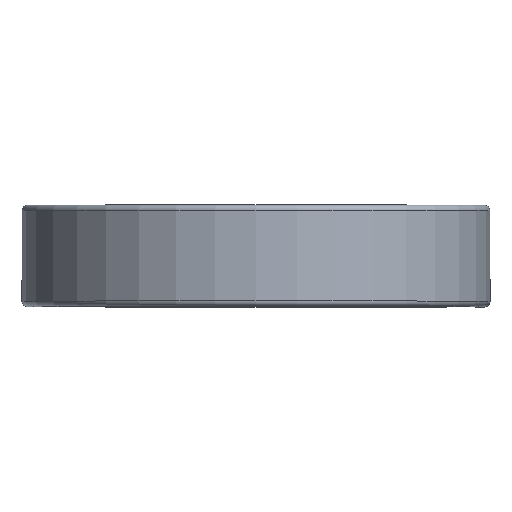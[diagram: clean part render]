
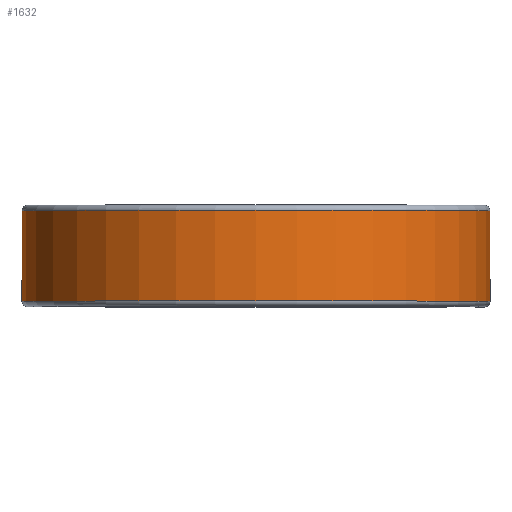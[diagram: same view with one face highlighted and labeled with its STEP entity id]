
A CAD part, top view. The second image highlights one B-rep face of the part: STEP entity #1632.
In plain terms, the highlighted cylindrical face has radius 32.969 mm (diameter 65.938 mm), a partial arc.
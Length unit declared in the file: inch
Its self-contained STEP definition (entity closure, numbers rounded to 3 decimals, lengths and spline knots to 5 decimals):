
#42 = CARTESIAN_POINT ( 'NONE',  ( 1.298, 0.25125, 0. ) ) ;
#49 = EDGE_CURVE ( 'NONE', #2369, #1777, #1169, .T. ) ;
#62 = VERTEX_POINT ( 'NONE', #2008 ) ;
#77 = DIRECTION ( 'NONE',  ( 0., 0., -1. ) ) ;
#94 = CARTESIAN_POINT ( 'NONE',  ( 0., -0.25125, -1.298 ) ) ;
#117 = DIRECTION ( 'NONE',  ( 0., -1., 0. ) ) ;
#118 = VECTOR ( 'NONE', #924, 39.37008 ) ;
#156 = ORIENTED_EDGE ( 'NONE', *, *, #1998, .T. ) ;
#162 = AXIS2_PLACEMENT_3D ( 'NONE', #1084, #1261, #77 ) ;
#227 = DIRECTION ( 'NONE',  ( 0., 1., 0. ) ) ;
#265 = EDGE_CURVE ( 'NONE', #1020, #62, #487, .T. ) ;
#332 = CYLINDRICAL_SURFACE ( 'NONE', #1899, 1.298 ) ;
#466 = ORIENTED_EDGE ( 'NONE', *, *, #49, .F. ) ;
#487 = CIRCLE ( 'NONE', #162, 1.298 ) ;
#632 = EDGE_LOOP ( 'NONE', ( #156, #1873, #1243, #466 ) ) ;
#675 = AXIS2_PLACEMENT_3D ( 'NONE', #2341, #2211, #2135 ) ;
#924 = DIRECTION ( 'NONE',  ( 0., 1., 0. ) ) ;
#1020 = VERTEX_POINT ( 'NONE', #1885 ) ;
#1084 = CARTESIAN_POINT ( 'NONE',  ( 0., 0.25125, 0. ) ) ;
#1104 = FACE_OUTER_BOUND ( 'NONE', #632, .T. ) ;
#1169 = CIRCLE ( 'NONE', #675, 1.298 ) ;
#1243 = ORIENTED_EDGE ( 'NONE', *, *, #1842, .F. ) ;
#1261 = DIRECTION ( 'NONE',  ( 0., -1., 0. ) ) ;
#1275 = VECTOR ( 'NONE', #227, 39.37008 ) ;
#1301 = DIRECTION ( 'NONE',  ( 0., 0., -1. ) ) ;
#1603 = CARTESIAN_POINT ( 'NONE',  ( 1.298, -0.25125, 0. ) ) ;
#1632 = ADVANCED_FACE ( 'NONE', ( #1104 ), #332, .T. ) ;
#1677 = LINE ( 'NONE', #1870, #118 ) ;
#1777 = VERTEX_POINT ( 'NONE', #94 ) ;
#1842 = EDGE_CURVE ( 'NONE', #1777, #62, #1677, .T. ) ;
#1870 = CARTESIAN_POINT ( 'NONE',  ( 0., 0.25125, -1.298 ) ) ;
#1873 = ORIENTED_EDGE ( 'NONE', *, *, #265, .T. ) ;
#1885 = CARTESIAN_POINT ( 'NONE',  ( 1.298, 0.25125, 0. ) ) ;
#1899 = AXIS2_PLACEMENT_3D ( 'NONE', #2399, #117, #1301 ) ;
#1998 = EDGE_CURVE ( 'NONE', #2369, #1020, #2264, .T. ) ;
#2008 = CARTESIAN_POINT ( 'NONE',  ( 0., 0.25125, -1.298 ) ) ;
#2135 = DIRECTION ( 'NONE',  ( 0., 0., -1. ) ) ;
#2211 = DIRECTION ( 'NONE',  ( 0., -1., 0. ) ) ;
#2264 = LINE ( 'NONE', #42, #1275 ) ;
#2341 = CARTESIAN_POINT ( 'NONE',  ( 0., -0.25125, 0. ) ) ;
#2369 = VERTEX_POINT ( 'NONE', #1603 ) ;
#2399 = CARTESIAN_POINT ( 'NONE',  ( 0., 0.25, 0. ) ) ;
